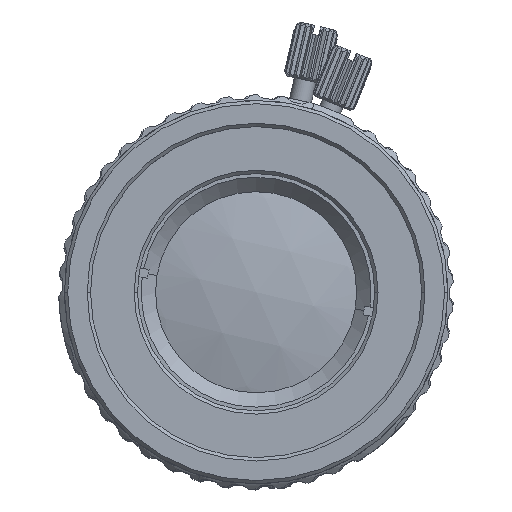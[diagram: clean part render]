
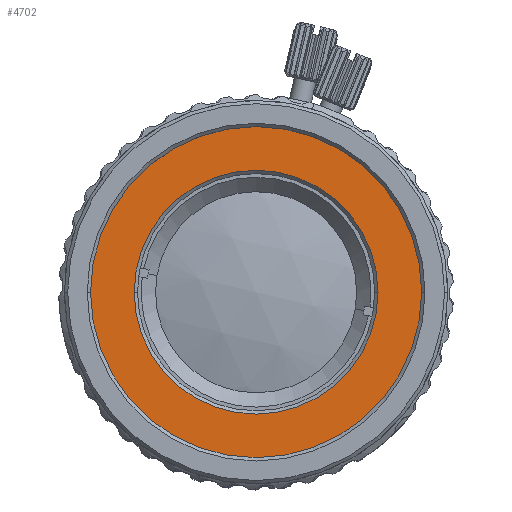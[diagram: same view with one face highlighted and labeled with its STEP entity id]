
A CAD part, top view. The second image highlights one B-rep face of the part: STEP entity #4702.
In plain terms, the highlighted planar face has unit normal (0, 0, 1).
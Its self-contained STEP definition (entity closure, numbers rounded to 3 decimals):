
#4035=CARTESIAN_POINT('',(0.,0.,17.184));
#4036=DIRECTION('',(0.,0.,-1.));
#4037=DIRECTION('',(-1.,0.,0.));
#4038=AXIS2_PLACEMENT_3D('',#4035,#4036,#4037);
#4040=CARTESIAN_POINT('',(0.,0.,17.184));
#4041=DIRECTION('',(0.,0.,-1.));
#4042=DIRECTION('',(1.,0.,0.));
#4043=AXIS2_PLACEMENT_3D('',#4040,#4041,#4042);
#4045=CARTESIAN_POINT('',(0.,0.,17.184));
#4046=DIRECTION('',(0.,0.,1.));
#4047=DIRECTION('',(1.,0.,0.));
#4048=AXIS2_PLACEMENT_3D('',#4045,#4046,#4047);
#4050=CARTESIAN_POINT('',(0.,0.,17.184));
#4051=DIRECTION('',(0.,0.,1.));
#4052=DIRECTION('',(-1.,0.,0.));
#4053=AXIS2_PLACEMENT_3D('',#4050,#4051,#4052);
#4278=CARTESIAN_POINT('',(15.48,0.,17.184));
#4279=VERTEX_POINT('',#4278);
#4280=CARTESIAN_POINT('',(-15.48,0.,17.184));
#4281=VERTEX_POINT('',#4280);
#4282=CARTESIAN_POINT('',(11.03,0.,17.184));
#4283=CARTESIAN_POINT('',(-11.03,0.,17.184));
#4284=VERTEX_POINT('',#4282);
#4285=VERTEX_POINT('',#4283);
#4687=CARTESIAN_POINT('',(0.,-15.48,17.184));
#4688=DIRECTION('',(0.,0.,-1.));
#4689=DIRECTION('',(-1.,0.,0.));
#4690=AXIS2_PLACEMENT_3D('',#4687,#4688,#4689);
#4691=PLANE('',#4690);
#4692=ORIENTED_EDGE('',*,*,#4666,.T.);
#4693=ORIENTED_EDGE('',*,*,#4681,.T.);
#4694=EDGE_LOOP('',(#4692,#4693));
#4695=FACE_OUTER_BOUND('',#4694,.F.);
#4697=ORIENTED_EDGE('',*,*,#4696,.T.);
#4699=ORIENTED_EDGE('',*,*,#4698,.T.);
#4700=EDGE_LOOP('',(#4697,#4699));
#4701=FACE_BOUND('',#4700,.F.);
#4039=CIRCLE('',#4038,15.48);
#4044=CIRCLE('',#4043,15.48);
#4049=CIRCLE('',#4048,11.03);
#4054=CIRCLE('',#4053,11.03);
#4666=EDGE_CURVE('',#4281,#4279,#4039,.T.);
#4681=EDGE_CURVE('',#4279,#4281,#4044,.T.);
#4696=EDGE_CURVE('',#4284,#4285,#4049,.T.);
#4698=EDGE_CURVE('',#4285,#4284,#4054,.T.);
#4702=ADVANCED_FACE('',(#4695,#4701),#4691,.F.);
